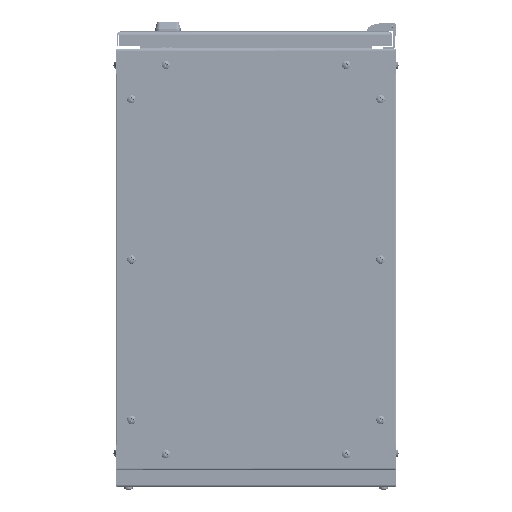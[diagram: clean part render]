
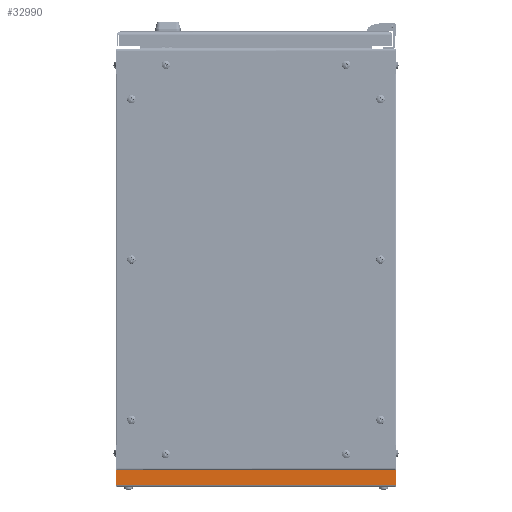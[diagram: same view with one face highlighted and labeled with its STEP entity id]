
A CAD part, front view. The second image highlights one B-rep face of the part: STEP entity #32990.
In plain terms, the highlighted planar face has unit normal (0, -1, 0).
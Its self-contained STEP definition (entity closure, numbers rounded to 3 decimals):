
#1797 = ORIENTED_EDGE ( 'NONE', *, *, #34440, .F. ) ;
#6553 = LINE ( 'NONE', #39783, #118856 ) ;
#7218 = DIRECTION ( 'NONE',  ( 0., 0., 1. ) ) ;
#11612 = DIRECTION ( 'NONE',  ( 0., 1., 0. ) ) ;
#12238 = LINE ( 'NONE', #84708, #88759 ) ;
#20868 = VERTEX_POINT ( 'NONE', #112594 ) ;
#31566 = FACE_OUTER_BOUND ( 'NONE', #35159, .T. ) ;
#32300 = VERTEX_POINT ( 'NONE', #126428 ) ;
#32990 = ADVANCED_FACE ( 'NONE', ( #31566 ), #112703, .F. ) ;
#34440 = EDGE_CURVE ( 'NONE', #88634, #20868, #12238, .T. ) ;
#35159 = EDGE_LOOP ( 'NONE', ( #1797, #97529, #79169, #50670 ) ) ;
#39126 = CARTESIAN_POINT ( 'NONE',  ( 398.859, 0., 1. ) ) ;
#39783 = CARTESIAN_POINT ( 'NONE',  ( 398.859, 0., 1. ) ) ;
#40466 = EDGE_CURVE ( 'NONE', #44362, #32300, #88391, .T. ) ;
#41892 = AXIS2_PLACEMENT_3D ( 'NONE', #62186, #11612, #52222 ) ;
#44362 = VERTEX_POINT ( 'NONE', #95925 ) ;
#50670 = ORIENTED_EDGE ( 'NONE', *, *, #50721, .F. ) ;
#50721 = EDGE_CURVE ( 'NONE', #20868, #32300, #88529, .T. ) ;
#52222 = DIRECTION ( 'NONE',  ( 0., 0., 1. ) ) ;
#57144 = CARTESIAN_POINT ( 'NONE',  ( 0., 0., 23. ) ) ;
#57289 = DIRECTION ( 'NONE',  ( 0., 0., 1. ) ) ;
#62186 = CARTESIAN_POINT ( 'NONE',  ( 0., 0., 0. ) ) ;
#64179 = VECTOR ( 'NONE', #69111, 1000. ) ;
#68341 = VECTOR ( 'NONE', #57289, 1000. ) ;
#69111 = DIRECTION ( 'NONE',  ( -1., 0., 0. ) ) ;
#79169 = ORIENTED_EDGE ( 'NONE', *, *, #40466, .T. ) ;
#84708 = CARTESIAN_POINT ( 'NONE',  ( 0., 0., 1. ) ) ;
#88391 = LINE ( 'NONE', #57144, #64179 ) ;
#88529 = LINE ( 'NONE', #109143, #68341 ) ;
#88634 = VERTEX_POINT ( 'NONE', #39126 ) ;
#88759 = VECTOR ( 'NONE', #104021, 1000. ) ;
#95925 = CARTESIAN_POINT ( 'NONE',  ( 398.859, 0., 23. ) ) ;
#97529 = ORIENTED_EDGE ( 'NONE', *, *, #127844, .T. ) ;
#104021 = DIRECTION ( 'NONE',  ( -1., 0., 0. ) ) ;
#109143 = CARTESIAN_POINT ( 'NONE',  ( 1.141, 0., 1. ) ) ;
#112594 = CARTESIAN_POINT ( 'NONE',  ( 1.141, 0., 1. ) ) ;
#112703 = PLANE ( 'NONE',  #41892 ) ;
#118856 = VECTOR ( 'NONE', #7218, 1000. ) ;
#126428 = CARTESIAN_POINT ( 'NONE',  ( 1.141, 0., 23. ) ) ;
#127844 = EDGE_CURVE ( 'NONE', #88634, #44362, #6553, .T. ) ;
